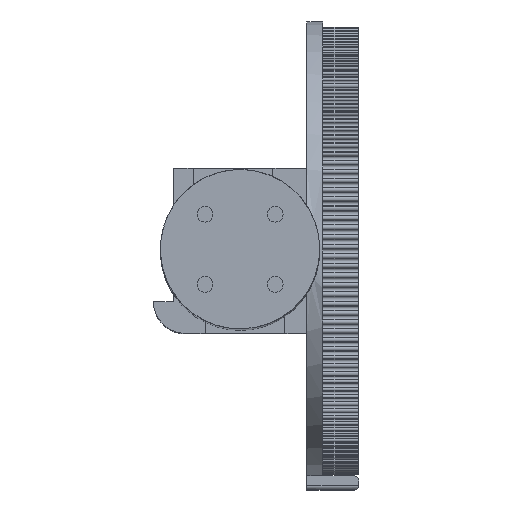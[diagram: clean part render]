
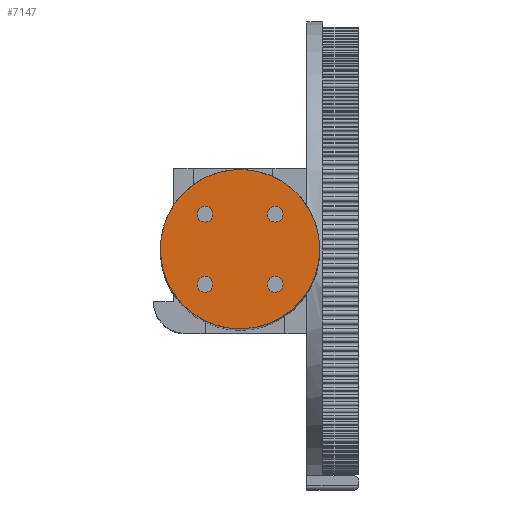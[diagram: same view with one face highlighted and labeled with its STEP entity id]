
A CAD part, top view. The second image highlights one B-rep face of the part: STEP entity #7147.
In plain terms, the highlighted planar face has unit normal (0, 0, 1).
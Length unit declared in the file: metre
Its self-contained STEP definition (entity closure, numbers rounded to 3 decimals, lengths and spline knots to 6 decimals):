
#25=PLANE('',#7910);
#1428=ORIENTED_EDGE('',*,*,#3671,.T.);
#1429=ORIENTED_EDGE('',*,*,#3700,.F.);
#1430=ORIENTED_EDGE('',*,*,#3701,.F.);
#1431=ORIENTED_EDGE('',*,*,#3702,.F.);
#1432=ORIENTED_EDGE('',*,*,#3703,.F.);
#3671=EDGE_CURVE('',#4807,#4807,#5529,.T.);
#3700=EDGE_CURVE('',#4830,#4830,#5544,.T.);
#3701=EDGE_CURVE('',#4831,#4831,#5545,.T.);
#3702=EDGE_CURVE('',#4832,#4832,#5546,.T.);
#3703=EDGE_CURVE('',#4833,#4833,#5547,.T.);
#4807=VERTEX_POINT('',#12049);
#4830=VERTEX_POINT('',#12104);
#4831=VERTEX_POINT('',#12106);
#4832=VERTEX_POINT('',#12108);
#4833=VERTEX_POINT('',#12110);
#5529=CIRCLE('',#7893,0.02);
#5544=CIRCLE('',#7911,0.002);
#5545=CIRCLE('',#7912,0.002);
#5546=CIRCLE('',#7913,0.002);
#5547=CIRCLE('',#7914,0.002);
#5913=EDGE_LOOP('',(#1428));
#5914=EDGE_LOOP('',(#1429));
#5915=EDGE_LOOP('',(#1430));
#5916=EDGE_LOOP('',(#1431));
#5917=EDGE_LOOP('',(#1432));
#6375=FACE_BOUND('',#5913,.T.);
#6376=FACE_BOUND('',#5914,.T.);
#6377=FACE_BOUND('',#5915,.T.);
#6378=FACE_BOUND('',#5916,.T.);
#6379=FACE_BOUND('',#5917,.T.);
#7147=ADVANCED_FACE('',(#6375,#6376,#6377,#6378,#6379),#25,.T.);
#7893=AXIS2_PLACEMENT_3D('',#12048,#9372,#9373);
#7910=AXIS2_PLACEMENT_3D('',#12102,#9420,#9421);
#7911=AXIS2_PLACEMENT_3D('',#12103,#9422,#9423);
#7912=AXIS2_PLACEMENT_3D('',#12105,#9424,#9425);
#7913=AXIS2_PLACEMENT_3D('',#12107,#9426,#9427);
#7914=AXIS2_PLACEMENT_3D('',#12109,#9428,#9429);
#9372=DIRECTION('',(0.,0.,1.));
#9373=DIRECTION('',(1.,0.,0.));
#9420=DIRECTION('',(0.,0.,1.));
#9421=DIRECTION('',(1.,0.,0.));
#9422=DIRECTION('',(0.,0.,1.));
#9423=DIRECTION('',(1.,0.,0.));
#9424=DIRECTION('',(0.,0.,1.));
#9425=DIRECTION('',(1.,0.,0.));
#9426=DIRECTION('',(0.,0.,1.));
#9427=DIRECTION('',(1.,0.,0.));
#9428=DIRECTION('',(0.,0.,1.));
#9429=DIRECTION('',(1.,0.,0.));
#12048=CARTESIAN_POINT('',(0.02,0.02,0.225));
#12049=CARTESIAN_POINT('',(0.04,0.02,0.225));
#12102=CARTESIAN_POINT('',(0.02,0.02,0.225));
#12103=CARTESIAN_POINT('',(0.0112,0.0288,0.225));
#12104=CARTESIAN_POINT('',(0.0132,0.0288,0.225));
#12105=CARTESIAN_POINT('',(0.0288,0.0288,0.225));
#12106=CARTESIAN_POINT('',(0.0308,0.0288,0.225));
#12107=CARTESIAN_POINT('',(0.0288,0.0112,0.225));
#12108=CARTESIAN_POINT('',(0.0308,0.0112,0.225));
#12109=CARTESIAN_POINT('',(0.0112,0.0112,0.225));
#12110=CARTESIAN_POINT('',(0.0132,0.0112,0.225));
